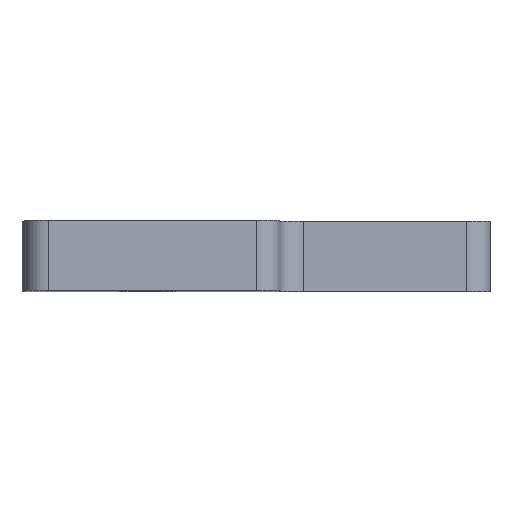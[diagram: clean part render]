
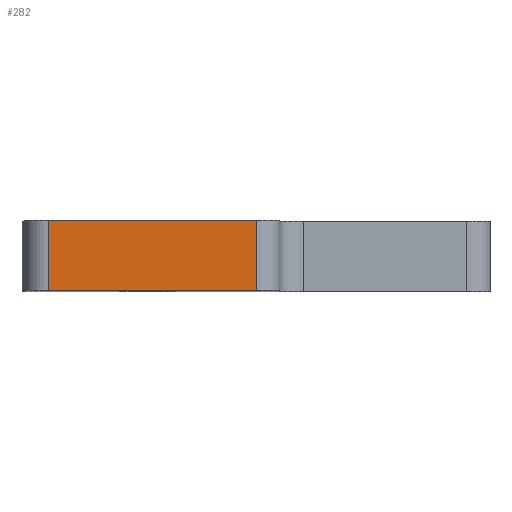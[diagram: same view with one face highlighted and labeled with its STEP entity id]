
A CAD part, top view. The second image highlights one B-rep face of the part: STEP entity #282.
In plain terms, the highlighted planar face has unit normal (0, 0, 1).
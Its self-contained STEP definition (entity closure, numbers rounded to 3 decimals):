
#34 = ORIENTED_EDGE ( 'NONE', *, *, #615, .F. ) ;
#136 = EDGE_LOOP ( 'NONE', ( #34, #283, #683, #641 ) ) ;
#140 = CARTESIAN_POINT ( 'NONE',  ( 1.12, 3., 22.3 ) ) ;
#146 = EDGE_CURVE ( 'NONE', #221, #729, #473, .T. ) ;
#182 = CARTESIAN_POINT ( 'NONE',  ( 0., 3., 22.3 ) ) ;
#206 = CARTESIAN_POINT ( 'NONE',  ( 10.02, 0., 22.3 ) ) ;
#221 = VERTEX_POINT ( 'NONE', #690 ) ;
#282 = ADVANCED_FACE ( 'NONE', ( #731 ), #400, .F. ) ;
#283 = ORIENTED_EDGE ( 'NONE', *, *, #345, .T. ) ;
#313 = EDGE_CURVE ( 'NONE', #729, #458, #592, .T. ) ;
#323 = CARTESIAN_POINT ( 'NONE',  ( 10.02, 3., 22.3 ) ) ;
#341 = DIRECTION ( 'NONE',  ( 0., -1., 0. ) ) ;
#345 = EDGE_CURVE ( 'NONE', #611, #221, #350, .T. ) ;
#350 = LINE ( 'NONE', #140, #783 ) ;
#380 = VECTOR ( 'NONE', #652, 1000. ) ;
#400 = PLANE ( 'NONE',  #528 ) ;
#436 = VECTOR ( 'NONE', #448, 1000. ) ;
#445 = LINE ( 'NONE', #782, #436 ) ;
#448 = DIRECTION ( 'NONE',  ( 1., 0., 0. ) ) ;
#458 = VERTEX_POINT ( 'NONE', #811 ) ;
#473 = LINE ( 'NONE', #668, #680 ) ;
#501 = CARTESIAN_POINT ( 'NONE',  ( 1.12, 3., 22.3 ) ) ;
#528 = AXIS2_PLACEMENT_3D ( 'NONE', #182, #533, #530 ) ;
#530 = DIRECTION ( 'NONE',  ( -1., 0., 0. ) ) ;
#533 = DIRECTION ( 'NONE',  ( 0., 0., -1. ) ) ;
#592 = LINE ( 'NONE', #323, #380 ) ;
#601 = DIRECTION ( 'NONE',  ( 1., 0., 0. ) ) ;
#611 = VERTEX_POINT ( 'NONE', #501 ) ;
#615 = EDGE_CURVE ( 'NONE', #611, #458, #445, .T. ) ;
#641 = ORIENTED_EDGE ( 'NONE', *, *, #313, .T. ) ;
#652 = DIRECTION ( 'NONE',  ( 0., 1., 0. ) ) ;
#668 = CARTESIAN_POINT ( 'NONE',  ( 0., 0., 22.3 ) ) ;
#680 = VECTOR ( 'NONE', #601, 1000. ) ;
#683 = ORIENTED_EDGE ( 'NONE', *, *, #146, .T. ) ;
#690 = CARTESIAN_POINT ( 'NONE',  ( 1.12, 0., 22.3 ) ) ;
#729 = VERTEX_POINT ( 'NONE', #206 ) ;
#731 = FACE_OUTER_BOUND ( 'NONE', #136, .T. ) ;
#782 = CARTESIAN_POINT ( 'NONE',  ( 0., 3., 22.3 ) ) ;
#783 = VECTOR ( 'NONE', #341, 1000. ) ;
#811 = CARTESIAN_POINT ( 'NONE',  ( 10.02, 3., 22.3 ) ) ;
